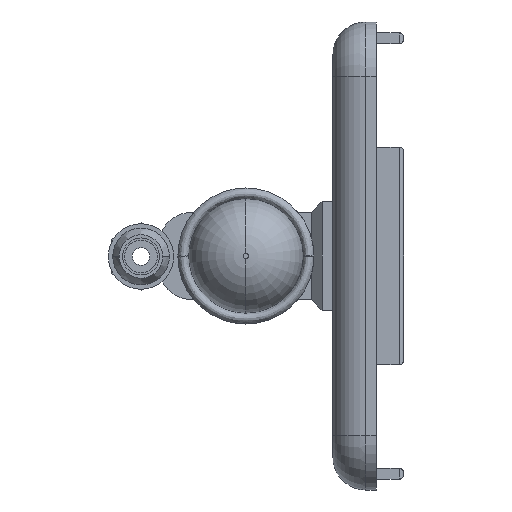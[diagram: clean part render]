
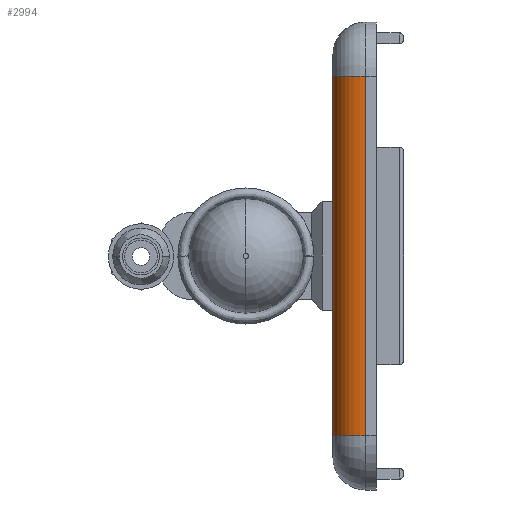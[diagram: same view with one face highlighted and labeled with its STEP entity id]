
A CAD part, left-side view. The second image highlights one B-rep face of the part: STEP entity #2994.
In plain terms, the highlighted cylindrical face has radius 6 mm (diameter 12 mm), a partial arc.
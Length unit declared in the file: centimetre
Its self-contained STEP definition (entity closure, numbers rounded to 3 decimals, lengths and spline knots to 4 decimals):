
#51 = VECTOR ( 'NONE', #5047, 100. ) ;
#173 = CARTESIAN_POINT ( 'NONE',  ( 15.7126, 25.889, 48.9866 ) ) ;
#201 = VERTEX_POINT ( 'NONE', #173 ) ;
#444 = VERTEX_POINT ( 'NONE', #2919 ) ;
#505 = EDGE_CURVE ( 'NONE', #201, #444, #3039, .T. ) ;
#649 = DIRECTION ( 'NONE',  ( 0., 0., 1. ) ) ;
#677 = VECTOR ( 'NONE', #649, 100. ) ;
#679 = LINE ( 'NONE', #3761, #677 ) ;
#834 = CYLINDRICAL_SURFACE ( 'NONE', #3568, 0.6 ) ;
#1205 = DIRECTION ( 'NONE',  ( 0., 0., 1. ) ) ;
#1261 = CARTESIAN_POINT ( 'NONE',  ( 15.7126, 25.289, 48.9866 ) ) ;
#1743 = ORIENTED_EDGE ( 'NONE', *, *, #4041, .T. ) ;
#2174 = EDGE_CURVE ( 'NONE', #444, #2821, #4669, .T. ) ;
#2331 = ORIENTED_EDGE ( 'NONE', *, *, #2174, .F. ) ;
#2497 = ORIENTED_EDGE ( 'NONE', *, *, #505, .F. ) ;
#2748 = CARTESIAN_POINT ( 'NONE',  ( 15.7126, 25.289, 42.3866 ) ) ;
#2779 = DIRECTION ( 'NONE',  ( 1., 0., 0. ) ) ;
#2821 = VERTEX_POINT ( 'NONE', #5122 ) ;
#2919 = CARTESIAN_POINT ( 'NONE',  ( 15.1126, 25.289, 48.9866 ) ) ;
#2994 = ADVANCED_FACE ( 'NONE', ( #3951 ), #834, .T. ) ;
#3030 = AXIS2_PLACEMENT_3D ( 'NONE', #2748, #3218, #2779 ) ;
#3039 = CIRCLE ( 'NONE', #3790, 0.6 ) ;
#3218 = DIRECTION ( 'NONE',  ( 0., 0., 1. ) ) ;
#3311 = EDGE_CURVE ( 'NONE', #3894, #201, #679, .T. ) ;
#3459 = CARTESIAN_POINT ( 'NONE',  ( 15.7126, 25.889, 42.3866 ) ) ;
#3563 = DIRECTION ( 'NONE',  ( 1., 0., 0. ) ) ;
#3568 = AXIS2_PLACEMENT_3D ( 'NONE', #4006, #4389, #3563 ) ;
#3761 = CARTESIAN_POINT ( 'NONE',  ( 15.7126, 25.889, 48.9866 ) ) ;
#3790 = AXIS2_PLACEMENT_3D ( 'NONE', #1261, #1205, #5338 ) ;
#3894 = VERTEX_POINT ( 'NONE', #3459 ) ;
#3939 = ORIENTED_EDGE ( 'NONE', *, *, #3311, .F. ) ;
#3951 = FACE_OUTER_BOUND ( 'NONE', #4750, .T. ) ;
#4006 = CARTESIAN_POINT ( 'NONE',  ( 15.7126, 25.289, 36.5477 ) ) ;
#4041 = EDGE_CURVE ( 'NONE', #3894, #2821, #4056, .T. ) ;
#4056 = CIRCLE ( 'NONE', #3030, 0.6 ) ;
#4389 = DIRECTION ( 'NONE',  ( 0., 0., 1. ) ) ;
#4558 = CARTESIAN_POINT ( 'NONE',  ( 15.1126, 25.289, 42.3866 ) ) ;
#4669 = LINE ( 'NONE', #4558, #51 ) ;
#4750 = EDGE_LOOP ( 'NONE', ( #1743, #2331, #2497, #3939 ) ) ;
#5047 = DIRECTION ( 'NONE',  ( 0., 0., -1. ) ) ;
#5122 = CARTESIAN_POINT ( 'NONE',  ( 15.1126, 25.289, 42.3866 ) ) ;
#5338 = DIRECTION ( 'NONE',  ( 1., 0., 0. ) ) ;
